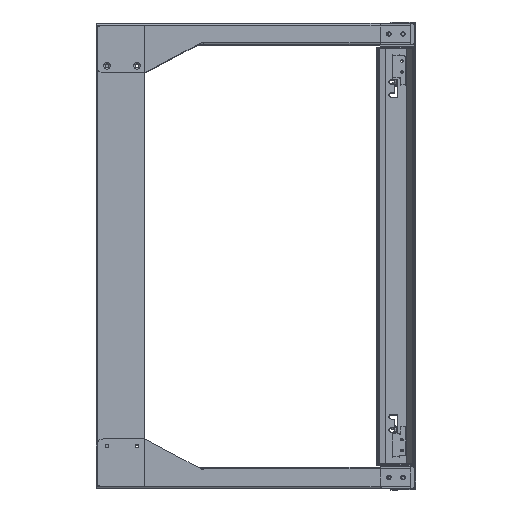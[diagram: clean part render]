
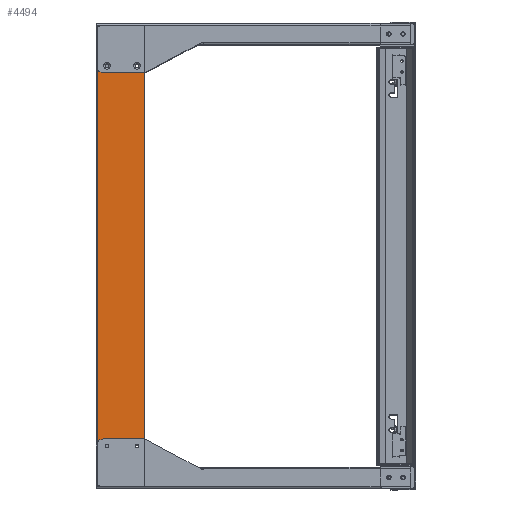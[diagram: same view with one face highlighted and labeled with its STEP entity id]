
A CAD part, top view. The second image highlights one B-rep face of the part: STEP entity #4494.
In plain terms, the highlighted face is planar.
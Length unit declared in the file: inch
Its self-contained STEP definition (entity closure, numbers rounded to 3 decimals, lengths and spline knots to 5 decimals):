
#289 = EDGE_CURVE ( 'NONE', #53907, #22089, #42333, .T. ) ;
#1691 = AXIS2_PLACEMENT_3D ( 'NONE', #13673, #4127, #43290 ) ;
#2146 = VERTEX_POINT ( 'NONE', #59222 ) ;
#2900 = CIRCLE ( 'NONE', #60781, 0.09843 ) ;
#3178 = DIRECTION ( 'NONE',  ( 0., -1., 0. ) ) ;
#3587 = CARTESIAN_POINT ( 'NONE',  ( 0., -0.3937, 10.59055 ) ) ;
#3773 = EDGE_CURVE ( 'NONE', #4866, #45691, #9463, .T. ) ;
#4085 = CARTESIAN_POINT ( 'NONE',  ( 0., 0., 12.85433 ) ) ;
#4127 = DIRECTION ( 'NONE',  ( 1., 0., 0. ) ) ;
#4218 = VERTEX_POINT ( 'NONE', #32262 ) ;
#4494 = ADVANCED_FACE ( 'NONE', ( #13028, #32505, #7899, #27680, #46462 ), #41415, .F. ) ;
#4757 = ORIENTED_EDGE ( 'NONE', *, *, #43619, .T. ) ;
#4825 = VECTOR ( 'NONE', #7318, 39.37008 ) ;
#4866 = VERTEX_POINT ( 'NONE', #13248 ) ;
#7318 = DIRECTION ( 'NONE',  ( 0., 1., 0. ) ) ;
#7687 = EDGE_LOOP ( 'NONE', ( #62307, #27637 ) ) ;
#7899 = FACE_BOUND ( 'NONE', #29145, .T. ) ;
#8195 = DIRECTION ( 'NONE',  ( 0., 0., 1. ) ) ;
#8208 = VECTOR ( 'NONE', #19554, 39.37008 ) ;
#8549 = CIRCLE ( 'NONE', #49217, 0.09843 ) ;
#8895 = CIRCLE ( 'NONE', #52613, 0.09843 ) ;
#9300 = CARTESIAN_POINT ( 'NONE',  ( 0., -2.45669, -12.77559 ) ) ;
#9304 = VECTOR ( 'NONE', #27260, 39.37008 ) ;
#9463 = LINE ( 'NONE', #4085, #13672 ) ;
#10668 = ORIENTED_EDGE ( 'NONE', *, *, #59406, .T. ) ;
#10859 = CARTESIAN_POINT ( 'NONE',  ( 0., 0., 12.85433 ) ) ;
#10980 = VERTEX_POINT ( 'NONE', #36759 ) ;
#11955 = CARTESIAN_POINT ( 'NONE',  ( 0., -2.06299, 10.59055 ) ) ;
#13028 = FACE_OUTER_BOUND ( 'NONE', #39639, .T. ) ;
#13080 = VERTEX_POINT ( 'NONE', #39901 ) ;
#13087 = DIRECTION ( 'NONE',  ( 0., 0., 1. ) ) ;
#13248 = CARTESIAN_POINT ( 'NONE',  ( 0., 0., -12.85433 ) ) ;
#13626 = DIRECTION ( 'NONE',  ( 0., 0., -1. ) ) ;
#13672 = VECTOR ( 'NONE', #48026, 39.37008 ) ;
#13673 = CARTESIAN_POINT ( 'NONE',  ( 0., -2.06299, -10.59055 ) ) ;
#14146 = ORIENTED_EDGE ( 'NONE', *, *, #31764, .T. ) ;
#16091 = CARTESIAN_POINT ( 'NONE',  ( 0., -2.57087, -12.77559 ) ) ;
#16662 = EDGE_CURVE ( 'NONE', #45691, #40504, #52354, .T. ) ;
#16906 = AXIS2_PLACEMENT_3D ( 'NONE', #33139, #38530, #57832 ) ;
#17283 = ORIENTED_EDGE ( 'NONE', *, *, #3773, .F. ) ;
#17989 = CARTESIAN_POINT ( 'NONE',  ( 0., -2.5748, 12.85433 ) ) ;
#18297 = DIRECTION ( 'NONE',  ( 0., -1., 0. ) ) ;
#18313 = CARTESIAN_POINT ( 'NONE',  ( 0., -0.3937, -10.59055 ) ) ;
#18469 = AXIS2_PLACEMENT_3D ( 'NONE', #37024, #47140, #13087 ) ;
#18869 = EDGE_CURVE ( 'NONE', #60818, #10980, #8895, .T. ) ;
#19554 = DIRECTION ( 'NONE',  ( 0., -1., 0. ) ) ;
#20071 = VECTOR ( 'NONE', #18297, 39.37008 ) ;
#20397 = CIRCLE ( 'NONE', #18469, 0.09843 ) ;
#20743 = AXIS2_PLACEMENT_3D ( 'NONE', #46556, #41811, #32286 ) ;
#21272 = CARTESIAN_POINT ( 'NONE',  ( 0., -2.45669, -12.85433 ) ) ;
#21656 = VERTEX_POINT ( 'NONE', #24335 ) ;
#21755 = CIRCLE ( 'NONE', #20743, 0.09843 ) ;
#22089 = VERTEX_POINT ( 'NONE', #16091 ) ;
#22998 = EDGE_CURVE ( 'NONE', #4218, #44382, #54429, .T. ) ;
#24335 = CARTESIAN_POINT ( 'NONE',  ( 0., -2.45669, 12.77559 ) ) ;
#24342 = LINE ( 'NONE', #62734, #8208 ) ;
#24537 = EDGE_CURVE ( 'NONE', #53696, #47674, #56560, .T. ) ;
#24616 = EDGE_CURVE ( 'NONE', #4866, #2146, #33494, .T. ) ;
#24621 = CARTESIAN_POINT ( 'NONE',  ( 0., -0.3937, 10.59055 ) ) ;
#26106 = EDGE_CURVE ( 'NONE', #13080, #38154, #2900, .T. ) ;
#26483 = CARTESIAN_POINT ( 'NONE',  ( 0., -2.45669, 12.77559 ) ) ;
#27260 = DIRECTION ( 'NONE',  ( 0., 0., 1. ) ) ;
#27637 = ORIENTED_EDGE ( 'NONE', *, *, #22998, .T. ) ;
#27664 = CARTESIAN_POINT ( 'NONE',  ( 0., -2.57087, 12.85433 ) ) ;
#27680 = FACE_BOUND ( 'NONE', #51424, .T. ) ;
#28204 = DIRECTION ( 'NONE',  ( 1., 0., 0. ) ) ;
#28238 = CIRCLE ( 'NONE', #59620, 0.09843 ) ;
#29145 = EDGE_LOOP ( 'NONE', ( #49269, #14146 ) ) ;
#29402 = EDGE_CURVE ( 'NONE', #44382, #4218, #21755, .T. ) ;
#31157 = EDGE_CURVE ( 'NONE', #21656, #40504, #51433, .T. ) ;
#31764 = EDGE_CURVE ( 'NONE', #47674, #53696, #28238, .T. ) ;
#32262 = CARTESIAN_POINT ( 'NONE',  ( 0., -0.3937, -10.68898 ) ) ;
#32286 = DIRECTION ( 'NONE',  ( 0., 0., 1. ) ) ;
#32505 = FACE_BOUND ( 'NONE', #7687, .T. ) ;
#33139 = CARTESIAN_POINT ( 'NONE',  ( 0., 0., 12.85433 ) ) ;
#33494 = LINE ( 'NONE', #51896, #57592 ) ;
#34393 = ORIENTED_EDGE ( 'NONE', *, *, #26106, .T. ) ;
#35233 = AXIS2_PLACEMENT_3D ( 'NONE', #18313, #28204, #47599 ) ;
#36093 = CARTESIAN_POINT ( 'NONE',  ( 0., -2.06299, -10.68898 ) ) ;
#36364 = ORIENTED_EDGE ( 'NONE', *, *, #289, .F. ) ;
#36451 = EDGE_CURVE ( 'NONE', #2146, #36941, #46663, .T. ) ;
#36759 = CARTESIAN_POINT ( 'NONE',  ( 0., -0.3937, 10.68898 ) ) ;
#36941 = VERTEX_POINT ( 'NONE', #9300 ) ;
#37024 = CARTESIAN_POINT ( 'NONE',  ( 0., -2.06299, 10.59055 ) ) ;
#37093 = DIRECTION ( 'NONE',  ( 0., 0., 1. ) ) ;
#37389 = ORIENTED_EDGE ( 'NONE', *, *, #24616, .T. ) ;
#37466 = CARTESIAN_POINT ( 'NONE',  ( 0., -2.45669, 12.85433 ) ) ;
#38154 = VERTEX_POINT ( 'NONE', #44716 ) ;
#38530 = DIRECTION ( 'NONE',  ( 1., 0., 0. ) ) ;
#39438 = CARTESIAN_POINT ( 'NONE',  ( 0., -2.06299, -10.49213 ) ) ;
#39639 = EDGE_LOOP ( 'NONE', ( #47834, #62064, #36364, #4757, #48466, #46879, #17283, #37389 ) ) ;
#39901 = CARTESIAN_POINT ( 'NONE',  ( 0., -2.06299, 10.68898 ) ) ;
#40504 = VERTEX_POINT ( 'NONE', #47906 ) ;
#40971 = DIRECTION ( 'NONE',  ( 0., 0., 1. ) ) ;
#41415 = PLANE ( 'NONE',  #16906 ) ;
#41663 = VECTOR ( 'NONE', #13626, 39.37008 ) ;
#41811 = DIRECTION ( 'NONE',  ( 1., 0., 0. ) ) ;
#42333 = LINE ( 'NONE', #27664, #41663 ) ;
#43290 = DIRECTION ( 'NONE',  ( 0., 0., 1. ) ) ;
#43470 = CARTESIAN_POINT ( 'NONE',  ( 0., -2.57087, 12.77559 ) ) ;
#43619 = EDGE_CURVE ( 'NONE', #53907, #21656, #51290, .T. ) ;
#43996 = DIRECTION ( 'NONE',  ( 1., 0., 0. ) ) ;
#44382 = VERTEX_POINT ( 'NONE', #50335 ) ;
#44716 = CARTESIAN_POINT ( 'NONE',  ( 0., -2.06299, 10.49213 ) ) ;
#45224 = DIRECTION ( 'NONE',  ( 0., 0., 1. ) ) ;
#45691 = VERTEX_POINT ( 'NONE', #10859 ) ;
#46188 = ORIENTED_EDGE ( 'NONE', *, *, #46475, .T. ) ;
#46427 = CARTESIAN_POINT ( 'NONE',  ( 0., -2.06299, -10.59055 ) ) ;
#46430 = VECTOR ( 'NONE', #40971, 39.37008 ) ;
#46462 = FACE_BOUND ( 'NONE', #46567, .T. ) ;
#46475 = EDGE_CURVE ( 'NONE', #10980, #60818, #8549, .T. ) ;
#46556 = CARTESIAN_POINT ( 'NONE',  ( 0., -0.3937, -10.59055 ) ) ;
#46567 = EDGE_LOOP ( 'NONE', ( #46188, #51039 ) ) ;
#46663 = LINE ( 'NONE', #21272, #9304 ) ;
#46879 = ORIENTED_EDGE ( 'NONE', *, *, #16662, .F. ) ;
#47140 = DIRECTION ( 'NONE',  ( 1., 0., 0. ) ) ;
#47599 = DIRECTION ( 'NONE',  ( 0., 0., 1. ) ) ;
#47674 = VERTEX_POINT ( 'NONE', #36093 ) ;
#47834 = ORIENTED_EDGE ( 'NONE', *, *, #36451, .T. ) ;
#47906 = CARTESIAN_POINT ( 'NONE',  ( 0., -2.45669, 12.85433 ) ) ;
#48026 = DIRECTION ( 'NONE',  ( 0., 0., 1. ) ) ;
#48466 = ORIENTED_EDGE ( 'NONE', *, *, #31157, .T. ) ;
#49217 = AXIS2_PLACEMENT_3D ( 'NONE', #3587, #55801, #37093 ) ;
#49269 = ORIENTED_EDGE ( 'NONE', *, *, #24537, .T. ) ;
#50335 = CARTESIAN_POINT ( 'NONE',  ( 0., -0.3937, -10.49213 ) ) ;
#50818 = DIRECTION ( 'NONE',  ( 1., 0., 0. ) ) ;
#51039 = ORIENTED_EDGE ( 'NONE', *, *, #18869, .T. ) ;
#51290 = LINE ( 'NONE', #26483, #4825 ) ;
#51424 = EDGE_LOOP ( 'NONE', ( #34393, #10668 ) ) ;
#51433 = LINE ( 'NONE', #37466, #46430 ) ;
#51831 = DIRECTION ( 'NONE',  ( 1., 0., 0. ) ) ;
#51896 = CARTESIAN_POINT ( 'NONE',  ( 0., -1.88976, -12.85433 ) ) ;
#52354 = LINE ( 'NONE', #17989, #20071 ) ;
#52613 = AXIS2_PLACEMENT_3D ( 'NONE', #24621, #43996, #45224 ) ;
#53696 = VERTEX_POINT ( 'NONE', #39438 ) ;
#53907 = VERTEX_POINT ( 'NONE', #43470 ) ;
#54429 = CIRCLE ( 'NONE', #35233, 0.09843 ) ;
#55233 = DIRECTION ( 'NONE',  ( 0., 0., 1. ) ) ;
#55675 = CARTESIAN_POINT ( 'NONE',  ( 0., -0.3937, 10.49213 ) ) ;
#55801 = DIRECTION ( 'NONE',  ( 1., 0., 0. ) ) ;
#56560 = CIRCLE ( 'NONE', #1691, 0.09843 ) ;
#57592 = VECTOR ( 'NONE', #3178, 39.37008 ) ;
#57832 = DIRECTION ( 'NONE',  ( 0., 1., 0. ) ) ;
#59222 = CARTESIAN_POINT ( 'NONE',  ( 0., -2.45669, -12.85433 ) ) ;
#59406 = EDGE_CURVE ( 'NONE', #38154, #13080, #20397, .T. ) ;
#59620 = AXIS2_PLACEMENT_3D ( 'NONE', #46427, #51831, #8195 ) ;
#60324 = EDGE_CURVE ( 'NONE', #36941, #22089, #24342, .T. ) ;
#60781 = AXIS2_PLACEMENT_3D ( 'NONE', #11955, #50818, #55233 ) ;
#60818 = VERTEX_POINT ( 'NONE', #55675 ) ;
#62064 = ORIENTED_EDGE ( 'NONE', *, *, #60324, .T. ) ;
#62307 = ORIENTED_EDGE ( 'NONE', *, *, #29402, .T. ) ;
#62734 = CARTESIAN_POINT ( 'NONE',  ( 0., -2.45669, -12.77559 ) ) ;
